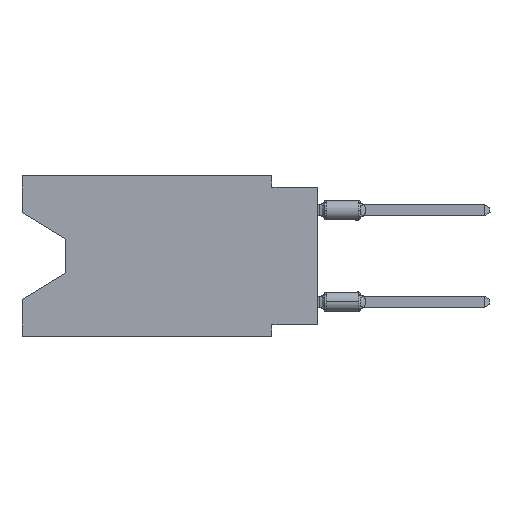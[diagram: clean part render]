
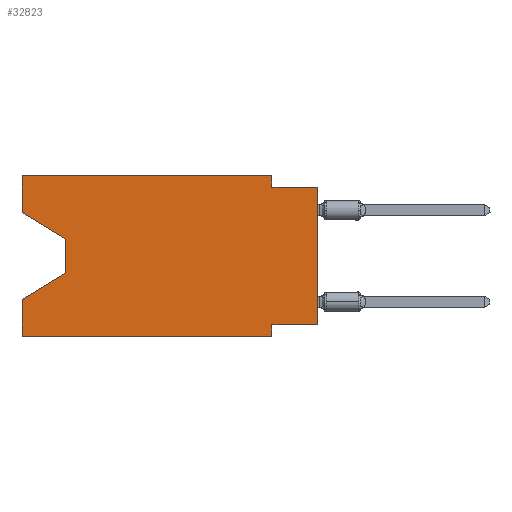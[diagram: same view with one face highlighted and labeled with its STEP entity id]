
A CAD part, left-side view. The second image highlights one B-rep face of the part: STEP entity #32823.
In plain terms, the highlighted planar face has unit normal (-1, 0, 0).
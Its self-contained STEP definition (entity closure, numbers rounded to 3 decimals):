
#164 = EDGE_CURVE ( 'NONE', #17945, #54724, #26586, .T. ) ;
#1454 = LINE ( 'NONE', #58104, #25723 ) ;
#3651 = ORIENTED_EDGE ( 'NONE', *, *, #164, .F. ) ;
#3822 = CARTESIAN_POINT ( 'NONE',  ( 0., 13.97, -3.505 ) ) ;
#4277 = LINE ( 'NONE', #27004, #10447 ) ;
#4595 = CARTESIAN_POINT ( 'NONE',  ( 0., 13.97, -3.505 ) ) ;
#6650 = DIRECTION ( 'NONE',  ( 0., 0., -1. ) ) ;
#7805 = VERTEX_POINT ( 'NONE', #72145 ) ;
#7968 = ORIENTED_EDGE ( 'NONE', *, *, #56991, .F. ) ;
#8347 = VECTOR ( 'NONE', #50483, 1000. ) ;
#9759 = VECTOR ( 'NONE', #38464, 1000. ) ;
#10447 = VECTOR ( 'NONE', #62385, 1000. ) ;
#10894 = LINE ( 'NONE', #46538, #39585 ) ;
#10985 = VERTEX_POINT ( 'NONE', #38755 ) ;
#11282 = ORIENTED_EDGE ( 'NONE', *, *, #37673, .F. ) ;
#11900 = DIRECTION ( 'NONE',  ( 0., 0., -1. ) ) ;
#12345 = EDGE_CURVE ( 'NONE', #71204, #7805, #43929, .T. ) ;
#12482 = CARTESIAN_POINT ( 'NONE',  ( 0., 0., 0. ) ) ;
#12574 = FACE_OUTER_BOUND ( 'NONE', #14071, .T. ) ;
#13528 = ORIENTED_EDGE ( 'NONE', *, *, #36098, .T. ) ;
#13879 = VECTOR ( 'NONE', #45321, 1000. ) ;
#14071 = EDGE_LOOP ( 'NONE', ( #13528, #67279, #45314, #48832, #35786, #7968, #11282, #62489, #54751, #57510, #70603, #3651 ) ) ;
#15772 = LINE ( 'NONE', #4595, #9759 ) ;
#16246 = CARTESIAN_POINT ( 'NONE',  ( 0., 0., -8.255 ) ) ;
#17149 = CARTESIAN_POINT ( 'NONE',  ( 0., 0., -0.635 ) ) ;
#17945 = VERTEX_POINT ( 'NONE', #69725 ) ;
#18030 = VERTEX_POINT ( 'NONE', #19399 ) ;
#18691 = VERTEX_POINT ( 'NONE', #3822 ) ;
#18910 = VECTOR ( 'NONE', #66093, 1000. ) ;
#19064 = AXIS2_PLACEMENT_3D ( 'NONE', #23769, #22301, #6650 ) ;
#19399 = CARTESIAN_POINT ( 'NONE',  ( 0., 2.54, -0.635 ) ) ;
#19701 = CARTESIAN_POINT ( 'NONE',  ( 0., 2.54, -8.255 ) ) ;
#20127 = DIRECTION ( 'NONE',  ( 0., 0.855, -0.519 ) ) ;
#20638 = VECTOR ( 'NONE', #66573, 1000. ) ;
#21395 = EDGE_CURVE ( 'NONE', #54724, #29731, #73295, .T. ) ;
#22301 = DIRECTION ( 'NONE',  ( 1., 0., 0. ) ) ;
#23769 = CARTESIAN_POINT ( 'NONE',  ( 0., 16.383, 0. ) ) ;
#25723 = VECTOR ( 'NONE', #11900, 1000. ) ;
#25830 = CARTESIAN_POINT ( 'NONE',  ( 0., 16.383, 0. ) ) ;
#25938 = EDGE_CURVE ( 'NONE', #45784, #52739, #41517, .T. ) ;
#26586 = LINE ( 'NONE', #37367, #18910 ) ;
#27004 = CARTESIAN_POINT ( 'NONE',  ( 0., 0., -0.635 ) ) ;
#27419 = LINE ( 'NONE', #16246, #20638 ) ;
#27531 = CARTESIAN_POINT ( 'NONE',  ( 0., 16.383, 0. ) ) ;
#27880 = DIRECTION ( 'NONE',  ( 0., 0., 1. ) ) ;
#29731 = VERTEX_POINT ( 'NONE', #41145 ) ;
#32823 = ADVANCED_FACE ( 'NONE', ( #12574 ), #73374, .F. ) ;
#33230 = DIRECTION ( 'NONE',  ( 0., -1., 0. ) ) ;
#34183 = LINE ( 'NONE', #45001, #71841 ) ;
#34895 = EDGE_CURVE ( 'NONE', #18691, #56948, #15772, .T. ) ;
#35200 = VECTOR ( 'NONE', #20127, 1000. ) ;
#35705 = CARTESIAN_POINT ( 'NONE',  ( 0., 13.97, -5.385 ) ) ;
#35786 = ORIENTED_EDGE ( 'NONE', *, *, #54867, .T. ) ;
#36098 = EDGE_CURVE ( 'NONE', #17945, #18691, #34183, .T. ) ;
#37367 = CARTESIAN_POINT ( 'NONE',  ( 0., 16.383, 0. ) ) ;
#37673 = EDGE_CURVE ( 'NONE', #45784, #53022, #27419, .T. ) ;
#38464 = DIRECTION ( 'NONE',  ( 0., 0., -1. ) ) ;
#38594 = CARTESIAN_POINT ( 'NONE',  ( 0., 16.383, 0. ) ) ;
#38755 = CARTESIAN_POINT ( 'NONE',  ( 0., 2.54, -8.89 ) ) ;
#39585 = VECTOR ( 'NONE', #33230, 1000. ) ;
#40382 = VECTOR ( 'NONE', #58700, 1000. ) ;
#41145 = CARTESIAN_POINT ( 'NONE',  ( 0., 2.54, 0. ) ) ;
#41517 = LINE ( 'NONE', #12482, #40382 ) ;
#41535 = VECTOR ( 'NONE', #27880, 1000. ) ;
#43929 = LINE ( 'NONE', #27531, #41535 ) ;
#45001 = CARTESIAN_POINT ( 'NONE',  ( 0., 16.383, -2.038 ) ) ;
#45314 = ORIENTED_EDGE ( 'NONE', *, *, #68590, .T. ) ;
#45321 = DIRECTION ( 'NONE',  ( 0., -1., 0. ) ) ;
#45784 = VERTEX_POINT ( 'NONE', #56017 ) ;
#46538 = CARTESIAN_POINT ( 'NONE',  ( 0., 16.383, -8.89 ) ) ;
#46774 = EDGE_CURVE ( 'NONE', #29731, #18030, #67646, .T. ) ;
#48806 = LINE ( 'NONE', #70087, #35200 ) ;
#48832 = ORIENTED_EDGE ( 'NONE', *, *, #12345, .F. ) ;
#50483 = DIRECTION ( 'NONE',  ( 0., 0., -1. ) ) ;
#50866 = CARTESIAN_POINT ( 'NONE',  ( 0., 2.54, 0. ) ) ;
#52739 = VERTEX_POINT ( 'NONE', #17149 ) ;
#53022 = VERTEX_POINT ( 'NONE', #19701 ) ;
#54724 = VERTEX_POINT ( 'NONE', #25830 ) ;
#54751 = ORIENTED_EDGE ( 'NONE', *, *, #60440, .F. ) ;
#54867 = EDGE_CURVE ( 'NONE', #71204, #10985, #10894, .T. ) ;
#55850 = DIRECTION ( 'NONE',  ( 0., -0.855, -0.519 ) ) ;
#56017 = CARTESIAN_POINT ( 'NONE',  ( 0., 0., -8.255 ) ) ;
#56948 = VERTEX_POINT ( 'NONE', #35705 ) ;
#56991 = EDGE_CURVE ( 'NONE', #53022, #10985, #1454, .T. ) ;
#57510 = ORIENTED_EDGE ( 'NONE', *, *, #46774, .F. ) ;
#58104 = CARTESIAN_POINT ( 'NONE',  ( 0., 2.54, -8.89 ) ) ;
#58700 = DIRECTION ( 'NONE',  ( 0., 0., 1. ) ) ;
#60440 = EDGE_CURVE ( 'NONE', #18030, #52739, #4277, .T. ) ;
#62385 = DIRECTION ( 'NONE',  ( 0., -1., 0. ) ) ;
#62489 = ORIENTED_EDGE ( 'NONE', *, *, #25938, .T. ) ;
#66093 = DIRECTION ( 'NONE',  ( 0., 0., 1. ) ) ;
#66573 = DIRECTION ( 'NONE',  ( 0., 1., 0. ) ) ;
#66799 = CARTESIAN_POINT ( 'NONE',  ( 0., 16.383, -8.89 ) ) ;
#67279 = ORIENTED_EDGE ( 'NONE', *, *, #34895, .T. ) ;
#67646 = LINE ( 'NONE', #50866, #8347 ) ;
#68590 = EDGE_CURVE ( 'NONE', #56948, #7805, #48806, .T. ) ;
#69725 = CARTESIAN_POINT ( 'NONE',  ( 0., 16.383, -2.038 ) ) ;
#70087 = CARTESIAN_POINT ( 'NONE',  ( 0., 13.97, -5.385 ) ) ;
#70603 = ORIENTED_EDGE ( 'NONE', *, *, #21395, .F. ) ;
#71204 = VERTEX_POINT ( 'NONE', #66799 ) ;
#71841 = VECTOR ( 'NONE', #55850, 1000. ) ;
#72145 = CARTESIAN_POINT ( 'NONE',  ( 0., 16.383, -6.852 ) ) ;
#73295 = LINE ( 'NONE', #38594, #13879 ) ;
#73374 = PLANE ( 'NONE',  #19064 ) ;
